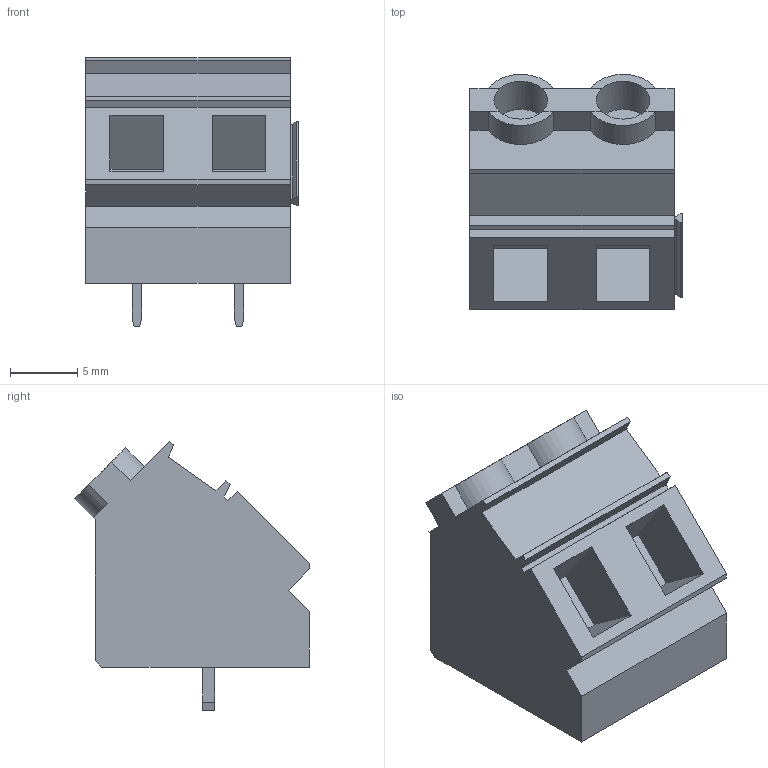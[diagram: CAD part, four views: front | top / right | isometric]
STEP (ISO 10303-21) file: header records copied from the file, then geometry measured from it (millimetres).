
FILE_DESCRIPTION(('CATIA V5 STEP Exchange','CAx-IF Rec.Pracs.--- Model Styling and Organization---1.2---2011-12-15'),'2;1');
FILE_NAME ('D1453029_0_1595790000_1595790000.stp','2018-09-18T09:29:20+00:00',('none'),('Weidmueller'),'CATIA Version 5-6 Release 2014','CATIA V5 STEP AP214','none');
FILE_SCHEMA(('AUTOMOTIVE_DESIGN { 1 0 10303 214 1 1 1 1 }'));
Length unit declared in the file: millimetre
Products named in the file (1): 1595790000
Bounding box: 15.84 x 17.49 x 20 mm (x, y, z)
Volume: 2887 mm3; surface area: 1762.2 mm2
Topology: 3 solids, 3 shells, 87 faces, 230 edges, 154 vertices
Faces by surface type: plane 75, cylinder 12
Entity records: 2615 total; most frequent: CARTESIAN_POINT 520, ORIENTED_EDGE 460, DIRECTION 354, EDGE_CURVE 230, VECTOR 190, LINE 190, VERTEX_POINT 154, AXIS2_PLACEMENT_3D 100
